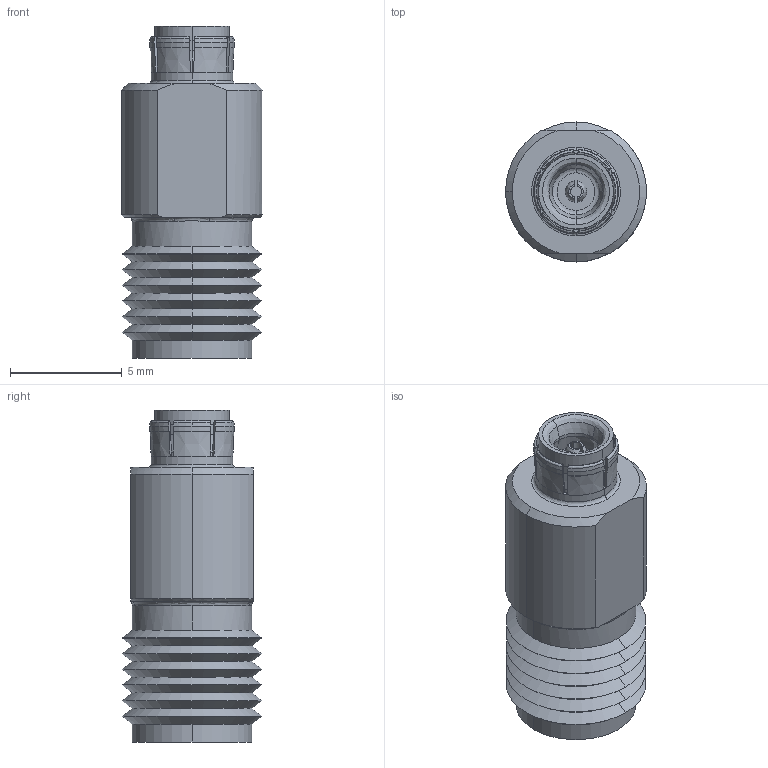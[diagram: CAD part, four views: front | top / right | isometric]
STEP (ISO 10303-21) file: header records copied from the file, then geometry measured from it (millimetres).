
FILE_DESCRIPTION (( 'STEP AP203' ), '1' );
FILE_NAME ('LCAD91361_3D.STEP', '2022-08-23T23:34:20', ( '' ), ( '' ), 'SwSTEP 2.0', 'SolidWorks 2021', '' );
FILE_SCHEMA (( 'CONFIG_CONTROL_DESIGN' ));
Length unit declared in the file: inch
Products named in the file (1): LCAD91361_3D
Bounding box: 6.3 x 6.26 x 14.85 mm (x, y, z)
Volume: 319.8 mm3; surface area: 448.3 mm2
Topology: 1 solids, 1 shells, 178 faces, 468 edges, 298 vertices
Faces by surface type: cone 72, cylinder 48, plane 37, bspline 21
Entity records: 6243 total; most frequent: CARTESIAN_POINT 1867, ORIENTED_EDGE 932, DIRECTION 908, EDGE_CURVE 466, AXIS2_PLACEMENT_3D 385, VERTEX_POINT 298, CIRCLE 227, EDGE_LOOP 186
